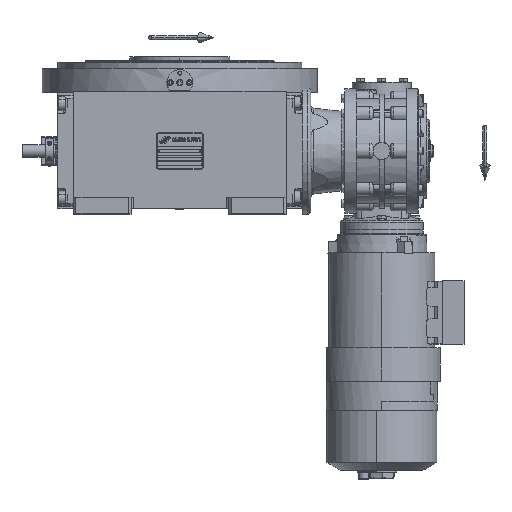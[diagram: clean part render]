
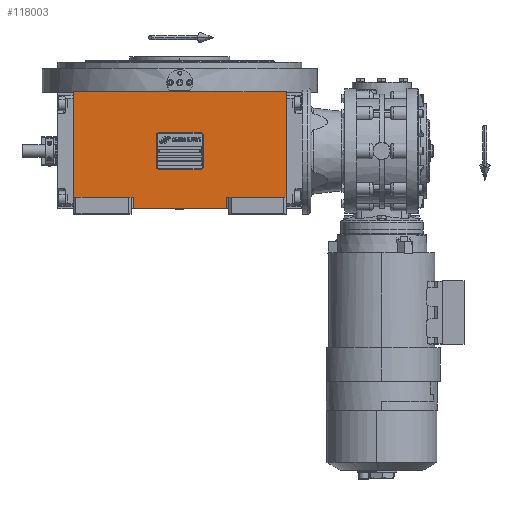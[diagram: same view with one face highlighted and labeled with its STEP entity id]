
A CAD part, top view. The second image highlights one B-rep face of the part: STEP entity #118003.
In plain terms, the highlighted planar face has unit normal (0, 0, 1).
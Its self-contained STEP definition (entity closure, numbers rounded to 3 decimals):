
#1599 = EDGE_CURVE ( 'NONE', #19631, #125937, #38638, .T. ) ;
#4720 = LINE ( 'NONE', #18575, #113499 ) ;
#7350 = VECTOR ( 'NONE', #28381, 1000. ) ;
#8954 = CARTESIAN_POINT ( 'NONE',  ( 59., -59., 226. ) ) ;
#9331 = LINE ( 'NONE', #143174, #7350 ) ;
#10264 = CARTESIAN_POINT ( 'NONE',  ( -135., -73., 226. ) ) ;
#11100 = DIRECTION ( 'NONE',  ( 0., -1., 0. ) ) ;
#11137 = VECTOR ( 'NONE', #82604, 1000. ) ;
#11705 = PLANE ( 'NONE',  #50982 ) ;
#15703 = DIRECTION ( 'NONE',  ( 0., 1., 0. ) ) ;
#17431 = EDGE_CURVE ( 'NONE', #111014, #27545, #114043, .T. ) ;
#18131 = EDGE_CURVE ( 'NONE', #121759, #116165, #127398, .T. ) ;
#18575 = CARTESIAN_POINT ( 'NONE',  ( 135., -59., 226. ) ) ;
#19063 = ORIENTED_EDGE ( 'NONE', *, *, #112970, .T. ) ;
#19631 = VERTEX_POINT ( 'NONE', #81760 ) ;
#22013 = DIRECTION ( 'NONE',  ( 0., 1., 0. ) ) ;
#23346 = DIRECTION ( 'NONE',  ( 0., 1., 0. ) ) ;
#24692 = ORIENTED_EDGE ( 'NONE', *, *, #123144, .T. ) ;
#27151 = CARTESIAN_POINT ( 'NONE',  ( -59., -73., 226. ) ) ;
#27545 = VERTEX_POINT ( 'NONE', #53037 ) ;
#28381 = DIRECTION ( 'NONE',  ( 1., 0., 0. ) ) ;
#28938 = CARTESIAN_POINT ( 'NONE',  ( -59., -59., 226. ) ) ;
#32140 = VECTOR ( 'NONE', #11100, 1000. ) ;
#38638 = LINE ( 'NONE', #50344, #11137 ) ;
#39715 = DIRECTION ( 'NONE',  ( 1., 0., 0. ) ) ;
#41856 = CARTESIAN_POINT ( 'NONE',  ( -135., 75., 226. ) ) ;
#43912 = LINE ( 'NONE', #88560, #48069 ) ;
#44365 = EDGE_LOOP ( 'NONE', ( #68964, #79208, #141665, #19063, #109074, #129206, #24692, #100042 ) ) ;
#45299 = FACE_OUTER_BOUND ( 'NONE', #44365, .T. ) ;
#45411 = LINE ( 'NONE', #8954, #32140 ) ;
#47233 = CARTESIAN_POINT ( 'NONE',  ( -135., -59., 226. ) ) ;
#48069 = VECTOR ( 'NONE', #22013, 1000. ) ;
#49936 = VECTOR ( 'NONE', #23346, 1000. ) ;
#50344 = CARTESIAN_POINT ( 'NONE',  ( 59., -59., 226. ) ) ;
#50982 = AXIS2_PLACEMENT_3D ( 'NONE', #10264, #98748, #56292 ) ;
#53037 = CARTESIAN_POINT ( 'NONE',  ( -135., 75., 226. ) ) ;
#53195 = EDGE_CURVE ( 'NONE', #27545, #90617, #119458, .T. ) ;
#56292 = DIRECTION ( 'NONE',  ( 1., 0., 0. ) ) ;
#68964 = ORIENTED_EDGE ( 'NONE', *, *, #18131, .T. ) ;
#71759 = VECTOR ( 'NONE', #39715, 1000. ) ;
#71768 = DIRECTION ( 'NONE',  ( 1., 0., 0. ) ) ;
#79208 = ORIENTED_EDGE ( 'NONE', *, *, #136059, .F. ) ;
#81760 = CARTESIAN_POINT ( 'NONE',  ( 59., -59., 226. ) ) ;
#82604 = DIRECTION ( 'NONE',  ( 1., 0., 0. ) ) ;
#88560 = CARTESIAN_POINT ( 'NONE',  ( -59., -73., 226. ) ) ;
#89890 = CARTESIAN_POINT ( 'NONE',  ( -135., -59., 226. ) ) ;
#90617 = VERTEX_POINT ( 'NONE', #102873 ) ;
#93862 = CARTESIAN_POINT ( 'NONE',  ( 135., -59., 226. ) ) ;
#98748 = DIRECTION ( 'NONE',  ( 0., 0., 1. ) ) ;
#100042 = ORIENTED_EDGE ( 'NONE', *, *, #115053, .F. ) ;
#100818 = CARTESIAN_POINT ( 'NONE',  ( -59., -73., 226. ) ) ;
#102873 = CARTESIAN_POINT ( 'NONE',  ( 135., 75., 226. ) ) ;
#109074 = ORIENTED_EDGE ( 'NONE', *, *, #53195, .F. ) ;
#111014 = VERTEX_POINT ( 'NONE', #47233 ) ;
#112970 = EDGE_CURVE ( 'NONE', #125937, #90617, #4720, .T. ) ;
#113499 = VECTOR ( 'NONE', #15703, 1000. ) ;
#114043 = LINE ( 'NONE', #89890, #49936 ) ;
#115053 = EDGE_CURVE ( 'NONE', #121759, #126747, #43912, .T. ) ;
#116165 = VERTEX_POINT ( 'NONE', #128483 ) ;
#118003 = ADVANCED_FACE ( 'NONE', ( #45299 ), #11705, .T. ) ;
#119458 = LINE ( 'NONE', #41856, #71759 ) ;
#121759 = VERTEX_POINT ( 'NONE', #100818 ) ;
#123144 = EDGE_CURVE ( 'NONE', #111014, #126747, #9331, .T. ) ;
#125937 = VERTEX_POINT ( 'NONE', #93862 ) ;
#126747 = VERTEX_POINT ( 'NONE', #28938 ) ;
#127398 = LINE ( 'NONE', #27151, #136447 ) ;
#128483 = CARTESIAN_POINT ( 'NONE',  ( 59., -73., 226. ) ) ;
#129206 = ORIENTED_EDGE ( 'NONE', *, *, #17431, .F. ) ;
#136059 = EDGE_CURVE ( 'NONE', #19631, #116165, #45411, .T. ) ;
#136447 = VECTOR ( 'NONE', #71768, 1000. ) ;
#141665 = ORIENTED_EDGE ( 'NONE', *, *, #1599, .T. ) ;
#143174 = CARTESIAN_POINT ( 'NONE',  ( -135., -59., 226. ) ) ;
